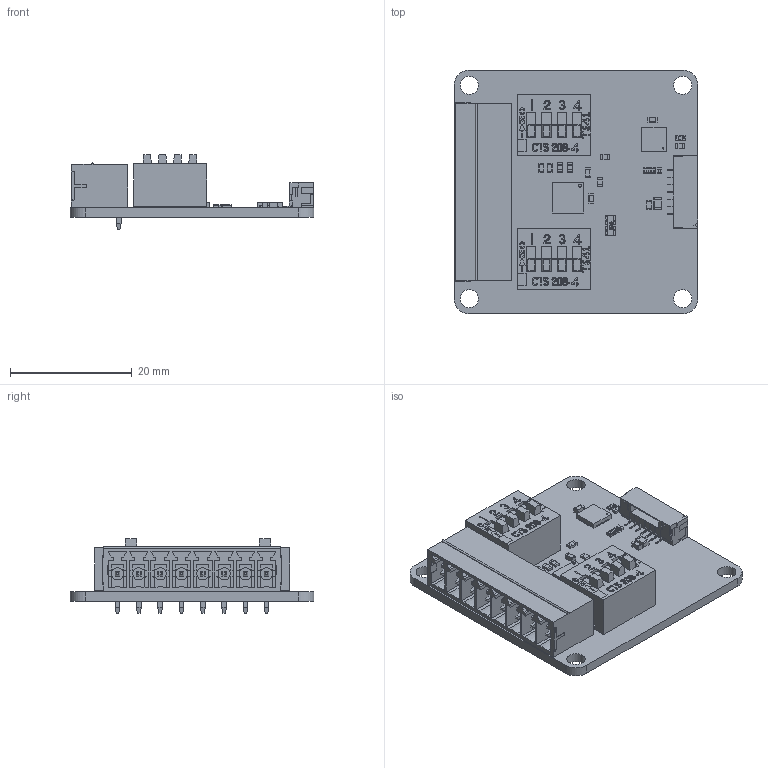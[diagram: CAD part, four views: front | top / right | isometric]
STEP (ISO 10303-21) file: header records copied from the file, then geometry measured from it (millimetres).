
FILE_DESCRIPTION(('FreeCAD Model'),'2;1');
FILE_NAME('Open CASCADE Shape Model','2021-04-28T20:30:21',('Author'),( ''),'Open CASCADE STEP processor 7.5','FreeCAD','Unknown');
FILE_SCHEMA(('AUTOMOTIVE_DESIGN { 1 0 10303 214 1 1 1 1 }'));
Length unit declared in the file: millimetre
Products named in the file (27): industrial-ptc; Board_Geoms_618a; Pcb_618a; Step_Models_618a; Top_618a; RP2_Compound_5B278088; R2_R_0603_5B27807E; R3_R_0603_5B278083; RP1_Cut_5A5C59F3; U1_QFN-24_4x4mm_Pitch0.5mm_5A5C5A12; C1_C_0402_5B27802C; C2_C_0805_5B278031; C3_C_0603_5B278036; C4_C_0603_5B27803B; C5_C_0603_5B278040; C6_C_0603_5B278045; C7_C_0603_5B27804A; C8_C_0603_5B27804F; D1_Compound_5B278054; FB1_R_0603_5EEB32A9; FB2_R_0603_5B27805E; P1_BrickletConn_7pin_5B27806D; R1_R_0603_5B278079; U2_QFN-20-5x5mm_5B278093; P4_8er_Phoenix_Buchse_5EEB20C3; SW1_dip_switch_5EEB4007; SW2_dip_switch_5EEB71CB
Assembly tree (26 placements, depth 4):
  industrial-ptc
    Board_Geoms_618a
      Pcb_618a
    Step_Models_618a
      Top_618a
        RP2_Compound_5B278088
        R2_R_0603_5B27807E
        R3_R_0603_5B278083
        RP1_Cut_5A5C59F3
        U1_QFN-24_4x4mm_Pitch0.5mm_5A5C5A12
        C1_C_0402_5B27802C
        C2_C_0805_5B278031
        C3_C_0603_5B278036
        C4_C_0603_5B27803B
        C5_C_0603_5B278040
        C6_C_0603_5B278045
        C7_C_0603_5B27804A
        C8_C_0603_5B27804F
        D1_Compound_5B278054
        FB1_R_0603_5EEB32A9
        FB2_R_0603_5B27805E
        P1_BrickletConn_7pin_5B27806D
        R1_R_0603_5B278079
        U2_QFN-20-5x5mm_5B278093
        P4_8er_Phoenix_Buchse_5EEB20C3
        SW1_dip_switch_5EEB4007
        SW2_dip_switch_5EEB71CB
Bounding box: 40 x 40 x 12.27 mm (x, y, z)
Volume: 4324.2 mm3; surface area: 9096.6 mm2
Topology: 27 solids, 27 shells, 2889 faces, 10052 edges, 13642 vertices
Faces by surface type: plane 2270, cylinder 481, bspline 138
Full cylindrical faces by diameter (mm): 0.3 x2, 0.36 x2, 0.46 x2, 0.5 x16, 0.762 x16, 1.4 x8, 2 x8, 3 x4
Entity records: 141873 total; most frequent: CARTESIAN_POINT 28956, ORIENTED_EDGE 15888, DIRECTION 15822, LINE 8182, VECTOR 8182, EDGE_CURVE 7944, VERTEX_POINT 5210, PRESENTATION_STYLE_ASSIGNMENT 3876
